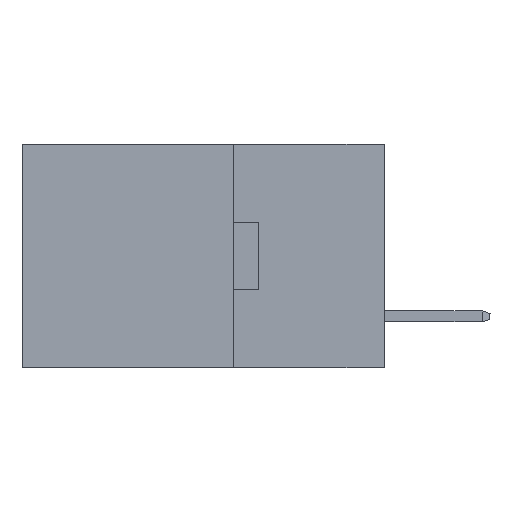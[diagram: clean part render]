
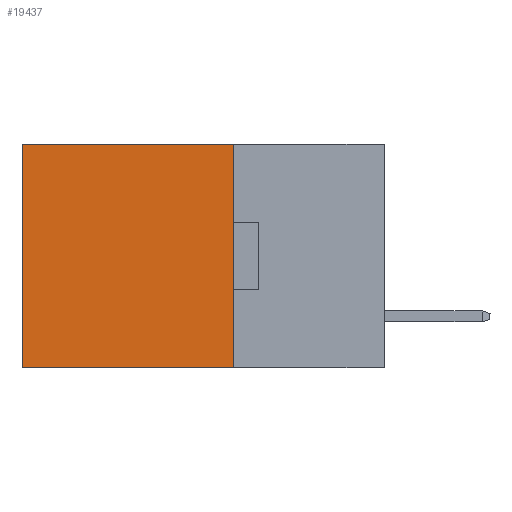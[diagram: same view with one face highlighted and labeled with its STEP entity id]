
A CAD part, left-side view. The second image highlights one B-rep face of the part: STEP entity #19437.
In plain terms, the highlighted planar face has unit normal (-1, 0, 0).
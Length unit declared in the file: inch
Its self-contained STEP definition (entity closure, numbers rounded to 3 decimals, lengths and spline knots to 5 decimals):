
#785 = EDGE_CURVE ( 'NONE', #18929, #25795, #21527, .T. ) ;
#1132 = DIRECTION ( 'NONE',  ( 0., 0., -1. ) ) ;
#2074 = EDGE_CURVE ( 'NONE', #25795, #10707, #23021, .T. ) ;
#2344 = LINE ( 'NONE', #6994, #3952 ) ;
#2903 = CARTESIAN_POINT ( 'NONE',  ( 0.2615, 0.25, -0.37 ) ) ;
#3161 = PLANE ( 'NONE',  #12870 ) ;
#3952 = VECTOR ( 'NONE', #8495, 39.37008 ) ;
#4828 = CARTESIAN_POINT ( 'NONE',  ( 0.2615, 0.6, 0. ) ) ;
#6819 = CARTESIAN_POINT ( 'NONE',  ( 0.2615, 0.6, -0.37 ) ) ;
#6830 = EDGE_CURVE ( 'NONE', #18929, #18449, #2344, .T. ) ;
#6994 = CARTESIAN_POINT ( 'NONE',  ( 0.2615, 0.25, 0. ) ) ;
#7344 = CARTESIAN_POINT ( 'NONE',  ( 0.2615, 0.25, 0. ) ) ;
#8281 = CARTESIAN_POINT ( 'NONE',  ( 0.2615, 0.25, -0.37 ) ) ;
#8495 = DIRECTION ( 'NONE',  ( 0., 1., 0. ) ) ;
#8758 = EDGE_CURVE ( 'NONE', #18449, #10707, #21328, .T. ) ;
#9332 = ORIENTED_EDGE ( 'NONE', *, *, #6830, .T. ) ;
#9786 = VECTOR ( 'NONE', #13199, 39.37008 ) ;
#10707 = VERTEX_POINT ( 'NONE', #6819 ) ;
#11042 = VECTOR ( 'NONE', #22759, 39.37008 ) ;
#12870 = AXIS2_PLACEMENT_3D ( 'NONE', #21643, #21375, #1132 ) ;
#13199 = DIRECTION ( 'NONE',  ( 0., 0., -1. ) ) ;
#13411 = DIRECTION ( 'NONE',  ( 0., 0., -1. ) ) ;
#14590 = EDGE_LOOP ( 'NONE', ( #25675, #17157, #18544, #9332 ) ) ;
#17157 = ORIENTED_EDGE ( 'NONE', *, *, #2074, .F. ) ;
#17287 = VECTOR ( 'NONE', #13411, 39.37008 ) ;
#18449 = VERTEX_POINT ( 'NONE', #4828 ) ;
#18544 = ORIENTED_EDGE ( 'NONE', *, *, #785, .F. ) ;
#18929 = VERTEX_POINT ( 'NONE', #7344 ) ;
#19437 = ADVANCED_FACE ( 'NONE', ( #24272 ), #3161, .F. ) ;
#21009 = CARTESIAN_POINT ( 'NONE',  ( 0.2615, 0.25, -0.37 ) ) ;
#21328 = LINE ( 'NONE', #25481, #17287 ) ;
#21375 = DIRECTION ( 'NONE',  ( 1., 0., 0. ) ) ;
#21527 = LINE ( 'NONE', #2903, #9786 ) ;
#21643 = CARTESIAN_POINT ( 'NONE',  ( 0.2615, 0.25, -0.37 ) ) ;
#22759 = DIRECTION ( 'NONE',  ( 0., 1., 0. ) ) ;
#23021 = LINE ( 'NONE', #21009, #11042 ) ;
#24272 = FACE_OUTER_BOUND ( 'NONE', #14590, .T. ) ;
#25481 = CARTESIAN_POINT ( 'NONE',  ( 0.2615, 0.6, -0.37 ) ) ;
#25675 = ORIENTED_EDGE ( 'NONE', *, *, #8758, .T. ) ;
#25795 = VERTEX_POINT ( 'NONE', #8281 ) ;
